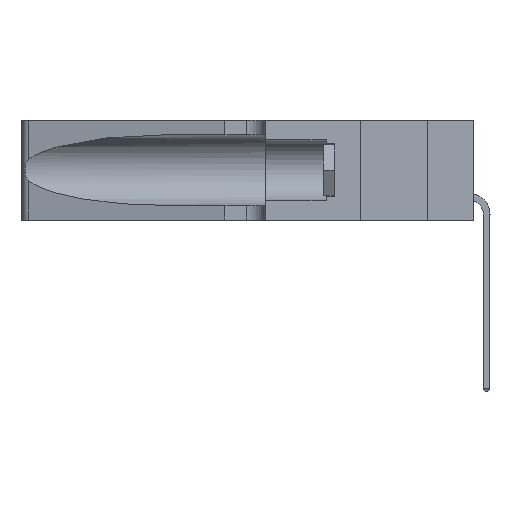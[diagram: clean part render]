
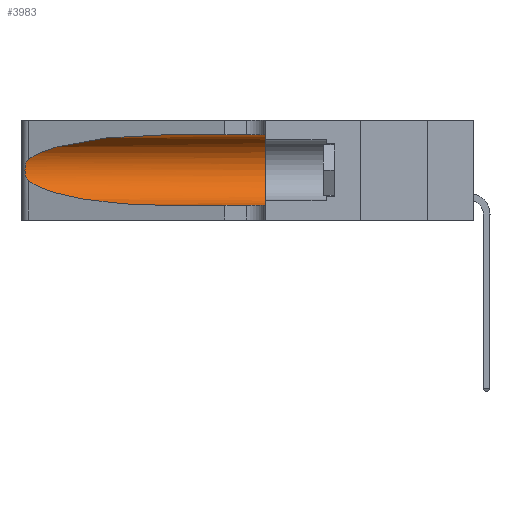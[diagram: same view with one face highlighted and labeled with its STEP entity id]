
A CAD part, left-side view. The second image highlights one B-rep face of the part: STEP entity #3983.
In plain terms, the highlighted cylindrical face has radius 3.308 mm (diameter 6.617 mm), a partial arc.
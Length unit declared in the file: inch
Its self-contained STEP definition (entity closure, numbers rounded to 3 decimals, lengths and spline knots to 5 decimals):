
#1883 = VERTEX_POINT ( 'NONE', #22110 ) ;
#3139 = VECTOR ( 'NONE', #21691, 39.37008 ) ;
#3376 = CARTESIAN_POINT ( 'NONE',  ( 0.18966, 0.96281, 0.05475 ) ) ;
#3983 = ADVANCED_FACE ( 'NONE', ( #22164 ), #20272, .F. ) ;
#4009 = DIRECTION ( 'NONE',  ( 0., -1., 0. ) ) ;
#4060 = CARTESIAN_POINT ( 'NONE',  ( 0.1305, 0.35, 0.185 ) ) ;
#4209 = CARTESIAN_POINT ( 'NONE',  ( 0.1305, 1.61858, 0.31525 ) ) ;
#4418 = VERTEX_POINT ( 'NONE', #7276 ) ;
#4548 = EDGE_CURVE ( 'NONE', #6272, #32661, #32581, .T. ) ;
#4705 = DIRECTION ( 'NONE',  ( 0., 0., 1. ) ) ;
#6272 = VERTEX_POINT ( 'NONE', #20752 ) ;
#7276 = CARTESIAN_POINT ( 'NONE',  ( 0.25487, 1.22718, 0.14631 ) ) ;
#9488 = EDGE_CURVE ( 'NONE', #47099, #1883, #27733, .T. ) ;
#9698 = CARTESIAN_POINT ( 'NONE',  ( 0.25555, 1.22993, 0.14849 ) ) ;
#10738 = CARTESIAN_POINT ( 'NONE',  ( 0.18966, 0.96281, 0.31525 ) ) ;
#11141 = DIRECTION ( 'NONE',  ( 0., 0., -1. ) ) ;
#13117 = CARTESIAN_POINT ( 'NONE',  ( 0.25639, 1.23186, 0.15144 ) ) ;
#13304 = CARTESIAN_POINT ( 'NONE',  ( 0.25487, 1.22718, 0.14631 ) ) ;
#13485 = CARTESIAN_POINT ( 'NONE',  ( 0.25487, 1.22718, 0.22369 ) ) ;
#13737 = LINE ( 'NONE', #4209, #42917 ) ;
#14559 = CARTESIAN_POINT ( 'NONE',  ( 0.1305, 0.72297, 0.31525 ) ) ;
#16743 = CARTESIAN_POINT ( 'NONE',  ( 0.26075, 1.23896, 0.178 ) ) ;
#18438 = EDGE_CURVE ( 'NONE', #1883, #4418, #27683, .T. ) ;
#20272 = CYLINDRICAL_SURFACE ( 'NONE', #22219, 0.13025 ) ;
#20742 = CARTESIAN_POINT ( 'NONE',  ( 0.25639, 1.23184, 0.21858 ) ) ;
#20752 = CARTESIAN_POINT ( 'NONE',  ( 0.1305, 0.35, 0.31525 ) ) ;
#20906 = CARTESIAN_POINT ( 'NONE',  ( 0.25555, 1.22994, 0.2215 ) ) ;
#21496 = CARTESIAN_POINT ( 'NONE',  ( 0.1305, 0.35, 0.05475 ) ) ;
#21622 = DIRECTION ( 'NONE',  ( 0., -1., 0. ) ) ;
#21649 =( BOUNDED_CURVE ( )  B_SPLINE_CURVE ( 3, ( #42890, #27059, #3376, #51160 ),
 .UNSPECIFIED., .F., .T. ) 
 B_SPLINE_CURVE_WITH_KNOTS ( ( 4, 4 ),
 ( 3.44316, 4.71239 ),
 .UNSPECIFIED. ) 
 CURVE ( )  GEOMETRIC_REPRESENTATION_ITEM ( )  RATIONAL_B_SPLINE_CURVE ( ( 1., 0.87, 0.87, 1. ) ) 
 REPRESENTATION_ITEM ( '' )  );
#21691 = DIRECTION ( 'NONE',  ( 0., -1., 0. ) ) ;
#22110 = CARTESIAN_POINT ( 'NONE',  ( 0.25487, 1.22718, 0.22369 ) ) ;
#22164 = FACE_OUTER_BOUND ( 'NONE', #47133, .T. ) ;
#22219 = AXIS2_PLACEMENT_3D ( 'NONE', #39515, #4009, #11141 ) ;
#22836 = CARTESIAN_POINT ( 'NONE',  ( 0.2373, 1.15595, 0.28018 ) ) ;
#22974 = EDGE_CURVE ( 'NONE', #47099, #6272, #13737, .T. ) ;
#24138 = LINE ( 'NONE', #26206, #3139 ) ;
#25405 = CARTESIAN_POINT ( 'NONE',  ( 0.25787, 1.23484, 0.2124 ) ) ;
#26206 = CARTESIAN_POINT ( 'NONE',  ( 0.1305, 1.61858, 0.05475 ) ) ;
#27059 = CARTESIAN_POINT ( 'NONE',  ( 0.2373, 1.15595, 0.08982 ) ) ;
#27683 = B_SPLINE_CURVE_WITH_KNOTS ( 'NONE', 3,
 ( #13485, #20906, #20742, #25405, #33379, #45005, #28838, #16743, #36984, #48971, #44497, #13117, #9698, #13304 ),
 .UNSPECIFIED., .F., .F.,
 ( 4, 2, 2, 2, 2, 2, 4 ),
 ( 0., 0.00027, 0.00053, 0.00107, 0.0016, 0.00187, 0.00214 ),
 .UNSPECIFIED. ) ;
#27733 =( BOUNDED_CURVE ( )  B_SPLINE_CURVE ( 3, ( #14559, #10738, #22836, #50572 ),
 .UNSPECIFIED., .F., .F. ) 
 B_SPLINE_CURVE_WITH_KNOTS ( ( 4, 4 ),
 ( 1.5708, 2.84003 ),
 .UNSPECIFIED. ) 
 CURVE ( )  GEOMETRIC_REPRESENTATION_ITEM ( )  RATIONAL_B_SPLINE_CURVE ( ( 1., 0.87, 0.87, 1. ) ) 
 REPRESENTATION_ITEM ( '' )  );
#28838 = CARTESIAN_POINT ( 'NONE',  ( 0.26075, 1.23896, 0.19203 ) ) ;
#29487 = ORIENTED_EDGE ( 'NONE', *, *, #22974, .F. ) ;
#29839 = ORIENTED_EDGE ( 'NONE', *, *, #31947, .T. ) ;
#30379 = ORIENTED_EDGE ( 'NONE', *, *, #18438, .T. ) ;
#30933 = ORIENTED_EDGE ( 'NONE', *, *, #9488, .T. ) ;
#31419 = CARTESIAN_POINT ( 'NONE',  ( 0.1305, 0.72297, 0.05475 ) ) ;
#31947 = EDGE_CURVE ( 'NONE', #4418, #50557, #21649, .T. ) ;
#32581 = CIRCLE ( 'NONE', #45743, 0.13025 ) ;
#32661 = VERTEX_POINT ( 'NONE', #21496 ) ;
#33379 = CARTESIAN_POINT ( 'NONE',  ( 0.25854, 1.2359, 0.20912 ) ) ;
#36374 = DIRECTION ( 'NONE',  ( 0., 1., 0. ) ) ;
#36984 = CARTESIAN_POINT ( 'NONE',  ( 0.26017, 1.23833, 0.17102 ) ) ;
#39515 = CARTESIAN_POINT ( 'NONE',  ( 0.1305, 1.61858, 0.185 ) ) ;
#41198 = EDGE_CURVE ( 'NONE', #50557, #32661, #24138, .T. ) ;
#41553 = ORIENTED_EDGE ( 'NONE', *, *, #41198, .T. ) ;
#42890 = CARTESIAN_POINT ( 'NONE',  ( 0.25487, 1.22718, 0.14631 ) ) ;
#42917 = VECTOR ( 'NONE', #21622, 39.37008 ) ;
#44497 = CARTESIAN_POINT ( 'NONE',  ( 0.25789, 1.23486, 0.15765 ) ) ;
#45005 = CARTESIAN_POINT ( 'NONE',  ( 0.26018, 1.23835, 0.19895 ) ) ;
#45743 = AXIS2_PLACEMENT_3D ( 'NONE', #4060, #36374, #4705 ) ;
#47008 = CARTESIAN_POINT ( 'NONE',  ( 0.1305, 0.72297, 0.31525 ) ) ;
#47099 = VERTEX_POINT ( 'NONE', #47008 ) ;
#47133 = EDGE_LOOP ( 'NONE', ( #30933, #30379, #29839, #41553, #49542, #29487 ) ) ;
#48971 = CARTESIAN_POINT ( 'NONE',  ( 0.25856, 1.23593, 0.16098 ) ) ;
#49542 = ORIENTED_EDGE ( 'NONE', *, *, #4548, .F. ) ;
#50557 = VERTEX_POINT ( 'NONE', #31419 ) ;
#50572 = CARTESIAN_POINT ( 'NONE',  ( 0.25487, 1.22718, 0.22369 ) ) ;
#51160 = CARTESIAN_POINT ( 'NONE',  ( 0.1305, 0.72297, 0.05475 ) ) ;
